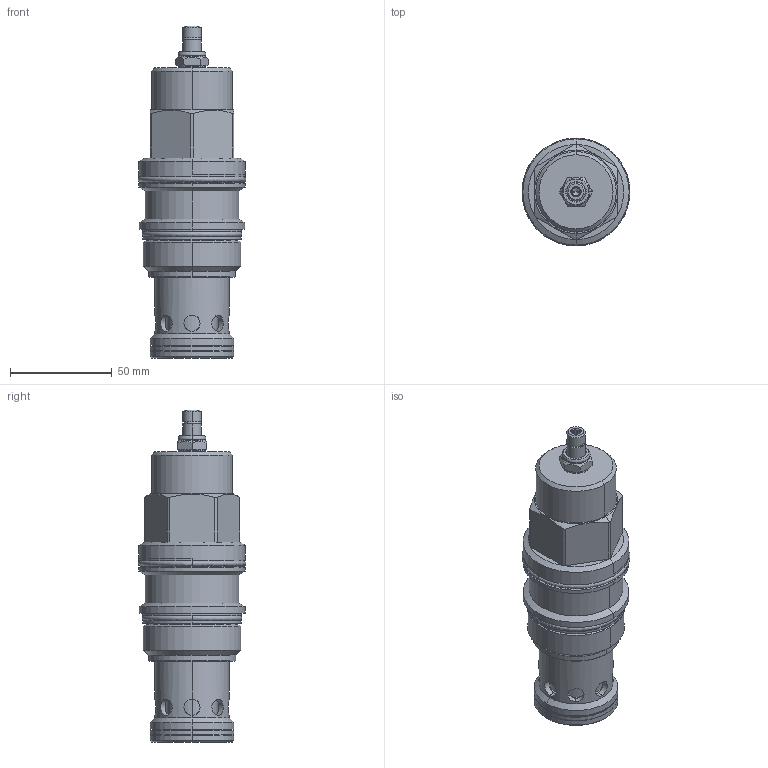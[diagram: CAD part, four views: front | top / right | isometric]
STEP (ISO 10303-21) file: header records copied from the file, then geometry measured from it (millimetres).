
FILE_DESCRIPTION((''),'2;1');
FILE_NAME('RVIS-LAN_PRT','2013-05-23T',('Administrator'),(''),'PRO/ENGINEER BY PARAMETRIC TECHNOLOGY CORPORATION, 2006240','PRO/ENGINEER BY PARAMETRIC TECHNOLOGY CORPORATION, 2006240','');
FILE_SCHEMA(('CONFIG_CONTROL_DESIGN'));
Length unit declared in the file: inch
Products named in the file (1): RVIS-LAN_PRT
Bounding box: 53.06 x 53.05 x 163.5 mm (x, y, z)
Volume: 199021.3 mm3; surface area: 39626.4 mm2
Topology: 3 solids, 4 shells, 266 faces, 598 edges, 357 vertices
Faces by surface type: cylinder 103, plane 70, cone 60, torus 13, revolution 10, bspline 8, sphere 2
Entity records: 11076 total; most frequent: CARTESIAN_POINT 5077, DIRECTION 1302, ORIENTED_EDGE 1184, EDGE_CURVE 592, AXIS2_PLACEMENT_3D 536, VERTEX_POINT 357, EDGE_LOOP 309, CIRCLE 288
